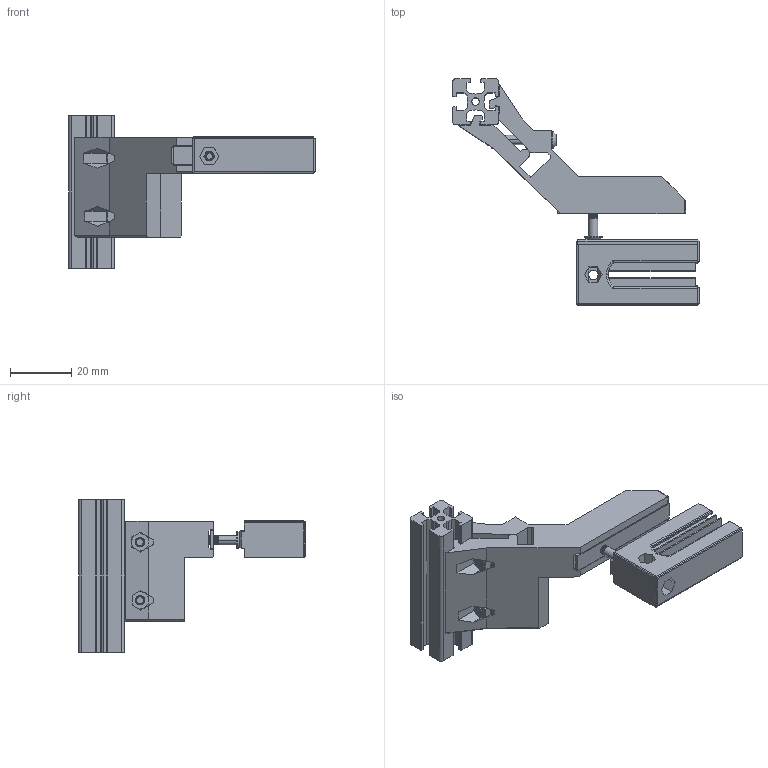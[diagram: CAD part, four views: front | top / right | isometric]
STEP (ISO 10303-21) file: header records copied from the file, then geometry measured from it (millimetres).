
FILE_DESCRIPTION(('STEP AP214'),'1');
FILE_NAME('RC_CornerMountV4.stp','2022-05-06T16:10:01',(' '),(' '),'Spatial InterOp 3D',' ',' ');
FILE_SCHEMA(('automotive_design'));
Length unit declared in the file: inch
Products named in the file (12): 1; 2; 3; 4; 5; 6; 7; 8; 9; 10; 11; 12
Bounding box: 80.63 x 74.03 x 50 mm (x, y, z)
Volume: 29161 mm3; surface area: 22822.9 mm2
Topology: 12 solids, 12 shells, 794 faces, 2164 edges, 1391 vertices
Faces by surface type: plane 377, cylinder 261, cone 132, bspline 15, sphere 5, torus 4
Entity records: 46497 total; most frequent: CARTESIAN_POINT 21472, ORIENTED_EDGE 4304, DIRECTION 3402, EDGE_CURVE 2152, VERTEX_POINT 1391, LINE 1226, VECTOR 1226, AXIS2_PLACEMENT_3D 1088
